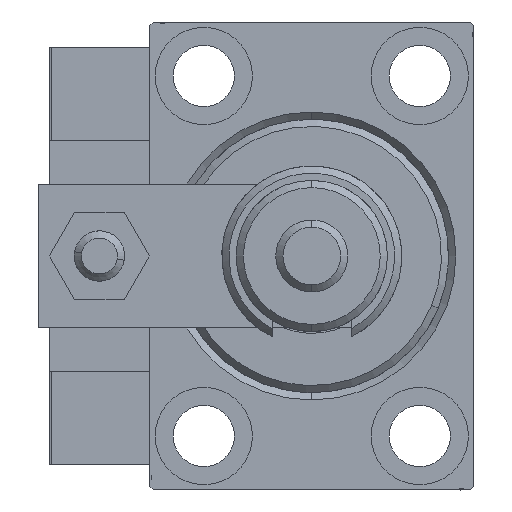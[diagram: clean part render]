
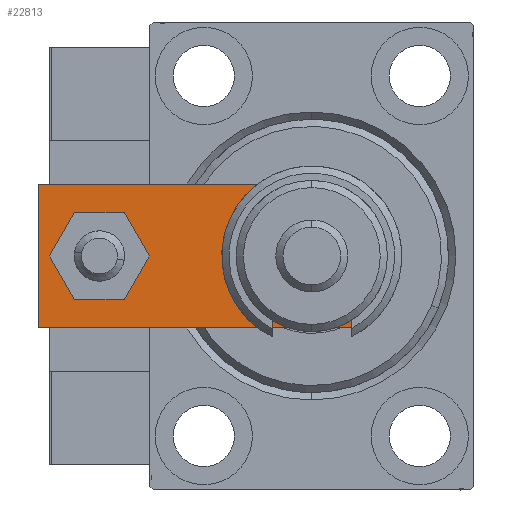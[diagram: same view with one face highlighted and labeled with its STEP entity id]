
A CAD part, left-side view. The second image highlights one B-rep face of the part: STEP entity #22813.
In plain terms, the highlighted face is planar.
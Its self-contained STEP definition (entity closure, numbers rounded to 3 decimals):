
#825 = AXIS2_PLACEMENT_3D ( 'NONE', #44626, #20505, #36582 ) ;
#1926 = CARTESIAN_POINT ( 'NONE',  ( -10., 0., 6. ) ) ;
#2368 = ORIENTED_EDGE ( 'NONE', *, *, #36844, .T. ) ;
#3022 = DIRECTION ( 'NONE',  ( 0.707, -0.707, 0. ) ) ;
#3539 = CARTESIAN_POINT ( 'NONE',  ( 4., 39.5, 6. ) ) ;
#4988 = EDGE_CURVE ( 'NONE', #28628, #12991, #46704, .T. ) ;
#5194 = VERTEX_POINT ( 'NONE', #44100 ) ;
#5611 = CIRCLE ( 'NONE', #23578, 4. ) ;
#5657 = DIRECTION ( 'NONE',  ( 0., 1., 0. ) ) ;
#6767 = CARTESIAN_POINT ( 'NONE',  ( -2.88, -2.88, 6. ) ) ;
#6941 = FACE_BOUND ( 'NONE', #51963, .T. ) ;
#7042 = CARTESIAN_POINT ( 'NONE',  ( 10., 4.24, 6. ) ) ;
#8288 = CARTESIAN_POINT ( 'NONE',  ( 2.88, -2.88, 6. ) ) ;
#8545 = LINE ( 'NONE', #8288, #30412 ) ;
#8762 = LINE ( 'NONE', #28841, #23316 ) ;
#9109 = AXIS2_PLACEMENT_3D ( 'NONE', #17604, #22139, #50269 ) ;
#9571 = EDGE_CURVE ( 'NONE', #15689, #13797, #26836, .T. ) ;
#9628 = VECTOR ( 'NONE', #5657, 1000. ) ;
#10493 = DIRECTION ( 'NONE',  ( 0., 0., 1. ) ) ;
#10951 = DIRECTION ( 'NONE',  ( 0., 0., 1. ) ) ;
#11195 = VERTEX_POINT ( 'NONE', #35650 ) ;
#12930 = DIRECTION ( 'NONE',  ( 0., 0., 1. ) ) ;
#12991 = VERTEX_POINT ( 'NONE', #36926 ) ;
#13781 = VECTOR ( 'NONE', #3022, 1000. ) ;
#13797 = VERTEX_POINT ( 'NONE', #48992 ) ;
#14990 = CARTESIAN_POINT ( 'NONE',  ( 7.25, 10., 6. ) ) ;
#15689 = VERTEX_POINT ( 'NONE', #45058 ) ;
#15964 = ORIENTED_EDGE ( 'NONE', *, *, #32762, .F. ) ;
#16149 = CARTESIAN_POINT ( 'NONE',  ( 5.76, 0., 6. ) ) ;
#16361 = EDGE_CURVE ( 'NONE', #5194, #15689, #8762, .T. ) ;
#16606 = EDGE_CURVE ( 'NONE', #33753, #11195, #47814, .T. ) ;
#17604 = CARTESIAN_POINT ( 'NONE',  ( 0., 10., 6. ) ) ;
#19160 = ORIENTED_EDGE ( 'NONE', *, *, #46441, .F. ) ;
#19267 = FACE_BOUND ( 'NONE', #29516, .T. ) ;
#20505 = DIRECTION ( 'NONE',  ( 0., 0., 1. ) ) ;
#21293 = AXIS2_PLACEMENT_3D ( 'NONE', #25734, #12930, #42096 ) ;
#22118 = CIRCLE ( 'NONE', #21293, 4. ) ;
#22139 = DIRECTION ( 'NONE',  ( 0., 0., 1. ) ) ;
#22278 = LINE ( 'NONE', #1926, #45491 ) ;
#22569 = ORIENTED_EDGE ( 'NONE', *, *, #26268, .F. ) ;
#22813 = ADVANCED_FACE ( 'NONE', ( #6941, #27803, #19267 ), #23812, .T. ) ;
#23316 = VECTOR ( 'NONE', #45201, 1000. ) ;
#23409 = DIRECTION ( 'NONE',  ( -1., 0., 0. ) ) ;
#23578 = AXIS2_PLACEMENT_3D ( 'NONE', #40226, #10493, #35413 ) ;
#23812 = PLANE ( 'NONE',  #47449 ) ;
#25734 = CARTESIAN_POINT ( 'NONE',  ( 0., 39.5, 6. ) ) ;
#26268 = EDGE_CURVE ( 'NONE', #42864, #26315, #5611, .T. ) ;
#26315 = VERTEX_POINT ( 'NONE', #3539 ) ;
#26659 = EDGE_CURVE ( 'NONE', #33743, #33753, #8545, .T. ) ;
#26836 = LINE ( 'NONE', #6767, #13781 ) ;
#27075 = VECTOR ( 'NONE', #23409, 1000. ) ;
#27803 = FACE_OUTER_BOUND ( 'NONE', #49209, .T. ) ;
#28362 = DIRECTION ( 'NONE',  ( 0.707, 0.707, 0. ) ) ;
#28628 = VERTEX_POINT ( 'NONE', #14990 ) ;
#28841 = CARTESIAN_POINT ( 'NONE',  ( -10., 48., 6. ) ) ;
#29516 = EDGE_LOOP ( 'NONE', ( #19160, #38021 ) ) ;
#30412 = VECTOR ( 'NONE', #28362, 1000. ) ;
#32612 = ORIENTED_EDGE ( 'NONE', *, *, #9571, .T. ) ;
#32762 = EDGE_CURVE ( 'NONE', #26315, #42864, #22118, .T. ) ;
#32935 = ORIENTED_EDGE ( 'NONE', *, *, #16606, .T. ) ;
#33743 = VERTEX_POINT ( 'NONE', #16149 ) ;
#33753 = VERTEX_POINT ( 'NONE', #7042 ) ;
#34178 = CARTESIAN_POINT ( 'NONE',  ( -4., 39.5, 6. ) ) ;
#35413 = DIRECTION ( 'NONE',  ( 1., 0., 0. ) ) ;
#35650 = CARTESIAN_POINT ( 'NONE',  ( 10., 48., 6. ) ) ;
#36582 = DIRECTION ( 'NONE',  ( 1., 0., 0. ) ) ;
#36844 = EDGE_CURVE ( 'NONE', #11195, #5194, #52336, .T. ) ;
#36926 = CARTESIAN_POINT ( 'NONE',  ( -7.25, 10., 6. ) ) ;
#37609 = CIRCLE ( 'NONE', #825, 7.25 ) ;
#37807 = CARTESIAN_POINT ( 'NONE',  ( 10., 0., 6. ) ) ;
#38021 = ORIENTED_EDGE ( 'NONE', *, *, #4988, .F. ) ;
#39487 = CARTESIAN_POINT ( 'NONE',  ( 10., 48., 6. ) ) ;
#40150 = CARTESIAN_POINT ( 'NONE',  ( 0., 0., 6. ) ) ;
#40226 = CARTESIAN_POINT ( 'NONE',  ( 0., 39.5, 6. ) ) ;
#42096 = DIRECTION ( 'NONE',  ( 1., 0., 0. ) ) ;
#42864 = VERTEX_POINT ( 'NONE', #34178 ) ;
#43327 = ORIENTED_EDGE ( 'NONE', *, *, #26659, .T. ) ;
#43522 = ORIENTED_EDGE ( 'NONE', *, *, #51825, .T. ) ;
#44100 = CARTESIAN_POINT ( 'NONE',  ( -10., 48., 6. ) ) ;
#44626 = CARTESIAN_POINT ( 'NONE',  ( 0., 10., 6. ) ) ;
#45058 = CARTESIAN_POINT ( 'NONE',  ( -10., 4.24, 6. ) ) ;
#45201 = DIRECTION ( 'NONE',  ( 0., -1., 0. ) ) ;
#45491 = VECTOR ( 'NONE', #52000, 1000. ) ;
#46441 = EDGE_CURVE ( 'NONE', #12991, #28628, #37609, .T. ) ;
#46704 = CIRCLE ( 'NONE', #9109, 7.25 ) ;
#47136 = ORIENTED_EDGE ( 'NONE', *, *, #16361, .T. ) ;
#47449 = AXIS2_PLACEMENT_3D ( 'NONE', #40150, #10951, #51121 ) ;
#47814 = LINE ( 'NONE', #37807, #9628 ) ;
#48992 = CARTESIAN_POINT ( 'NONE',  ( -5.76, 0., 6. ) ) ;
#49209 = EDGE_LOOP ( 'NONE', ( #47136, #32612, #43522, #43327, #32935, #2368 ) ) ;
#50269 = DIRECTION ( 'NONE',  ( 1., 0., 0. ) ) ;
#51121 = DIRECTION ( 'NONE',  ( 1., 0., 0. ) ) ;
#51825 = EDGE_CURVE ( 'NONE', #13797, #33743, #22278, .T. ) ;
#51963 = EDGE_LOOP ( 'NONE', ( #22569, #15964 ) ) ;
#52000 = DIRECTION ( 'NONE',  ( 1., 0., 0. ) ) ;
#52336 = LINE ( 'NONE', #39487, #27075 ) ;
